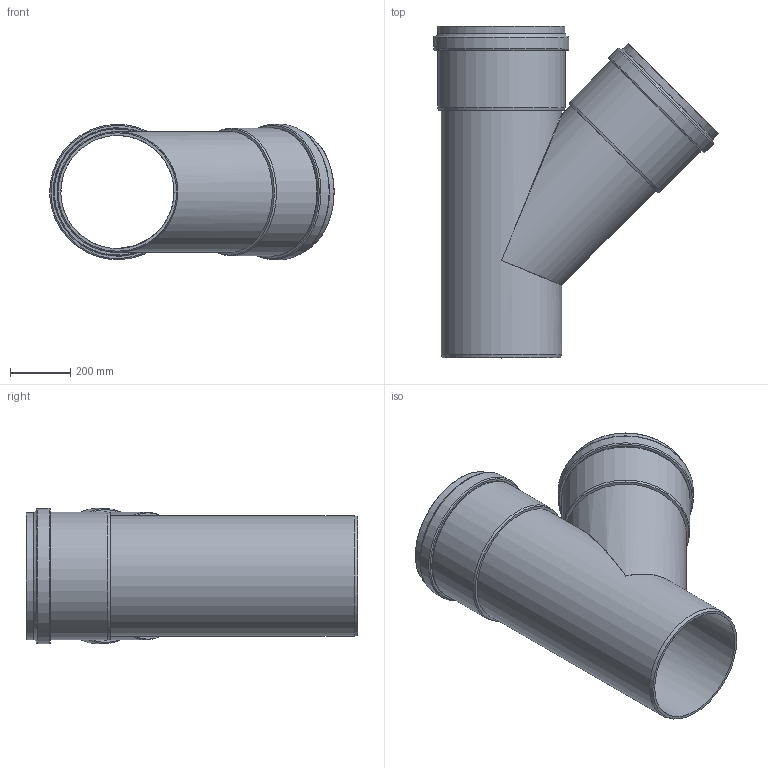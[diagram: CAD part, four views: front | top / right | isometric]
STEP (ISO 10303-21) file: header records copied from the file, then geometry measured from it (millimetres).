
FILE_DESCRIPTION(/* description */ (''),/* implementation_level */ '2;1');
FILE_NAME(/* name */ '772990 KG2000EA Abzweig DN_OD 400_400 Zusammenbau.stp',/* time_stamp */ '2017-01-31T08:08:27+01:00',/* author */ ('user1'),/* organization */ (''),/* preprocessor_version */ 'ST-DEVELOPER v16.1',/* originating_system */ 'Autodesk Inventor 2016',/* authorisation */ '');
FILE_SCHEMA (('AUTOMOTIVE_DESIGN { 1 0 10303 214 3 1 1 }'));
Length unit declared in the file: millimetre
Products named in the file (3): 772990 KG2000EA Abzweig DN_OD 400_400; 772990 KG2000EA Abzweig DN_OD 400_400 Teil 2; 772990 KG2000EA Abzweig DN_OD 400_400 Zusammenbau
Assembly tree (3 placements, depth 2):
  772990 KG2000EA Abzweig DN_OD 400_400 Zusammenbau
    772990 KG2000EA Abzweig DN_OD 400_400
    772990 KG2000EA Abzweig DN_OD 400_400 Teil 2  x2
Bounding box: 944.56 x 1102 x 449.9 mm (x, y, z)
Volume: 26531472.4 mm3; surface area: 4634104.2 mm2
Topology: 3 solids, 3 shells, 82 faces, 159 edges, 88 vertices
Faces by surface type: torus 28, cylinder 22, plane 17, cone 13, bspline 2
Full cylindrical faces by diameter (mm): 376 x4, 400 x2, 401.7 x4, 402.1 x4, 423.061 x2, 423.9 x2, 427.7 x2, 449.9 x2
Entity records: 1235 total; most frequent: CARTESIAN_POINT 358, DIRECTION 198, AXIS2_PLACEMENT_3D 99, ORIENTED_EDGE 98, EDGE_LOOP 92, EDGE_CURVE 49, VERTEX_POINT 47, FACE_BOUND 46
